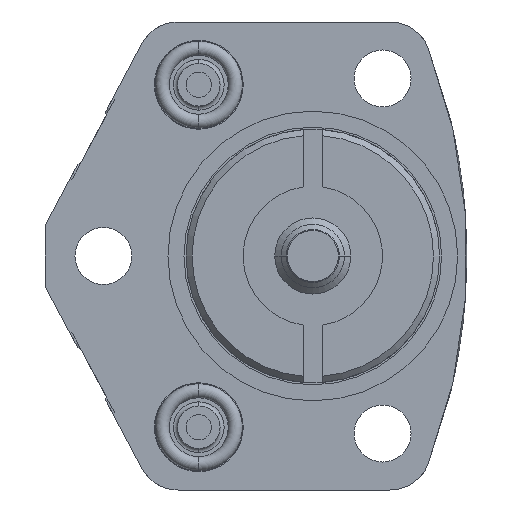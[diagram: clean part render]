
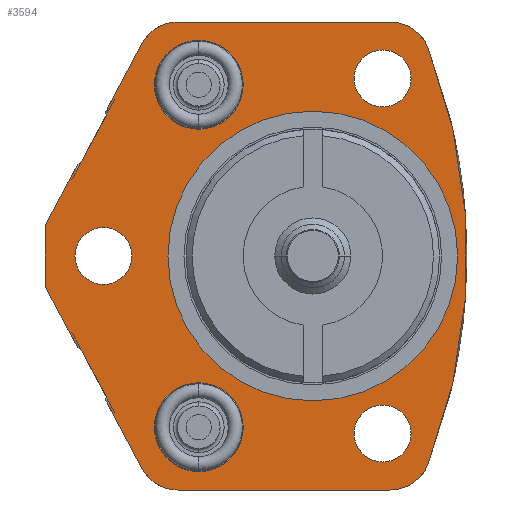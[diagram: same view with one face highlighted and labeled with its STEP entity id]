
A CAD part, front view. The second image highlights one B-rep face of the part: STEP entity #3594.
In plain terms, the highlighted planar face has unit normal (0, -1, 0).
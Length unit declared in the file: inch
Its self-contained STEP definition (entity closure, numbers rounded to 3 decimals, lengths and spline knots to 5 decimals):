
#325=CARTESIAN_POINT('',(0.,0.,0.));
#326=DIRECTION('',(0.,-1.,0.));
#327=DIRECTION('',(1.,0.,0.));
#328=AXIS2_PLACEMENT_3D('',#325,#326,#327);
#333=CARTESIAN_POINT('',(0.,0.,0.));
#334=DIRECTION('',(0.,1.,0.));
#335=DIRECTION('',(1.,0.,0.));
#336=AXIS2_PLACEMENT_3D('',#333,#334,#335);
#341=CARTESIAN_POINT('',(0.344,0.,0.875));
#342=DIRECTION('',(0.,-1.,0.));
#343=DIRECTION('',(1.,0.,0.));
#344=AXIS2_PLACEMENT_3D('',#341,#342,#343);
#349=CARTESIAN_POINT('',(0.344,0.,0.875));
#350=DIRECTION('',(0.,-1.,0.));
#351=DIRECTION('',(-1.,0.,0.));
#352=AXIS2_PLACEMENT_3D('',#349,#350,#351);
#357=CARTESIAN_POINT('',(0.344,0.,-0.875));
#358=DIRECTION('',(0.,-1.,0.));
#359=DIRECTION('',(1.,0.,0.));
#360=AXIS2_PLACEMENT_3D('',#357,#358,#359);
#365=CARTESIAN_POINT('',(0.344,0.,-0.875));
#366=DIRECTION('',(0.,-1.,0.));
#367=DIRECTION('',(-1.,0.,0.));
#368=AXIS2_PLACEMENT_3D('',#365,#366,#367);
#373=CARTESIAN_POINT('',(-1.032,0.,0.));
#374=DIRECTION('',(0.,-1.,0.));
#375=DIRECTION('',(1.,0.,0.));
#376=AXIS2_PLACEMENT_3D('',#373,#374,#375);
#381=CARTESIAN_POINT('',(-1.032,0.,0.));
#382=DIRECTION('',(0.,-1.,0.));
#383=DIRECTION('',(-1.,0.,0.));
#384=AXIS2_PLACEMENT_3D('',#381,#382,#383);
#389=DIRECTION('',(-0.469,0.,-0.883));
#390=VECTOR('',#389,0.33929);
#391=CARTESIAN_POINT('',(-1.00197,0.,0.72489));
#392=LINE('',#391,#390);
#396=DIRECTION('',(0.883,0.,-0.469));
#397=VECTOR('',#396,0.01);
#398=CARTESIAN_POINT('',(-1.0108,0.,0.72959));
#399=LINE('',#398,#397);
#403=DIRECTION('',(0.469,0.,0.883));
#404=VECTOR('',#403,0.35814);
#405=CARTESIAN_POINT('',(-1.0108,0.,0.72959));
#406=LINE('',#405,#404);
#410=DIRECTION('',(1.,0.,0.));
#411=VECTOR('',#410,1.04331);
#412=CARTESIAN_POINT('',(-0.66342,0.,1.1535));
#413=LINE('',#412,#411);
#417=CARTESIAN_POINT('',(-2.082,0.,0.));
#418=DIRECTION('',(0.,-1.,0.));
#419=DIRECTION('',(0.933,0.,-0.36));
#420=AXIS2_PLACEMENT_3D('',#417,#418,#419);
#425=DIRECTION('',(-1.,0.,0.));
#426=VECTOR('',#425,1.04331);
#427=CARTESIAN_POINT('',(0.37988,0.,-1.1535));
#428=LINE('',#427,#426);
#432=DIRECTION('',(0.469,0.,-0.883));
#433=VECTOR('',#432,0.35814);
#434=CARTESIAN_POINT('',(-1.0108,0.,-0.72959));
#435=LINE('',#434,#433);
#439=DIRECTION('',(0.883,0.,0.469));
#440=VECTOR('',#439,0.01);
#441=CARTESIAN_POINT('',(-1.0108,0.,-0.72959));
#442=LINE('',#441,#440);
#446=DIRECTION('',(0.469,0.,-0.883));
#447=VECTOR('',#446,0.33929);
#448=CARTESIAN_POINT('',(-1.16126,0.,-0.42531));
#449=LINE('',#448,#447);
#453=DIRECTION('',(0.883,0.,0.469));
#454=VECTOR('',#453,0.01);
#455=CARTESIAN_POINT('',(-1.17008,0.,-0.43001));
#456=LINE('',#455,#454);
#460=DIRECTION('',(0.469,0.,-0.883));
#461=VECTOR('',#460,0.31933);
#462=CARTESIAN_POINT('',(-1.32,0.,-0.14806));
#463=LINE('',#462,#461);
#467=DIRECTION('',(0.,0.,-1.));
#468=VECTOR('',#467,0.29612);
#469=CARTESIAN_POINT('',(-1.32,0.,0.14806));
#470=LINE('',#469,#468);
#474=DIRECTION('',(0.469,0.,0.883));
#475=VECTOR('',#474,0.31933);
#476=CARTESIAN_POINT('',(-1.32,0.,0.14806));
#477=LINE('',#476,#475);
#481=DIRECTION('',(0.883,0.,-0.469));
#482=VECTOR('',#481,0.01);
#483=CARTESIAN_POINT('',(-1.17008,0.,0.43001));
#484=LINE('',#483,#482);
#488=CARTESIAN_POINT('',(-0.562,0.,-0.844));
#489=DIRECTION('',(0.,1.,0.));
#490=DIRECTION('',(-1.,0.,0.));
#491=AXIS2_PLACEMENT_3D('',#488,#489,#490);
#496=CARTESIAN_POINT('',(-0.562,0.,-0.844));
#497=DIRECTION('',(0.,1.,0.));
#498=DIRECTION('',(1.,0.,0.));
#499=AXIS2_PLACEMENT_3D('',#496,#497,#498);
#504=CARTESIAN_POINT('',(-0.562,0.,0.844));
#505=DIRECTION('',(0.,1.,0.));
#506=DIRECTION('',(-1.,0.,0.));
#507=AXIS2_PLACEMENT_3D('',#504,#505,#506);
#512=CARTESIAN_POINT('',(-0.562,0.,0.844));
#513=DIRECTION('',(0.,1.,0.));
#514=DIRECTION('',(1.,0.,0.));
#515=AXIS2_PLACEMENT_3D('',#512,#513,#514);
#1486=CARTESIAN_POINT('',(-0.66342,0.,-0.9505));
#1487=DIRECTION('',(0.,-1.,0.));
#1488=DIRECTION('',(-0.883,0.,-0.469));
#1489=AXIS2_PLACEMENT_3D('',#1486,#1487,#1488);
#1522=CARTESIAN_POINT('',(0.37988,0.,-0.9505));
#1523=DIRECTION('',(0.,-1.,0.));
#1524=DIRECTION('',(0.,0.,-1.));
#1525=AXIS2_PLACEMENT_3D('',#1522,#1523,#1524);
#1544=CARTESIAN_POINT('',(0.37988,0.,0.9505));
#1545=DIRECTION('',(0.,-1.,0.));
#1546=DIRECTION('',(0.933,0.,0.36));
#1547=AXIS2_PLACEMENT_3D('',#1544,#1545,#1546);
#1580=CARTESIAN_POINT('',(-0.66342,0.,0.9505));
#1581=DIRECTION('',(0.,-1.,0.));
#1582=DIRECTION('',(0.,0.,1.));
#1583=AXIS2_PLACEMENT_3D('',#1580,#1581,#1582);
#2979=CARTESIAN_POINT('',(0.714,0.,0.));
#2981=VERTEX_POINT('',#2979);
#2983=CARTESIAN_POINT('',(-0.714,0.,0.));
#2985=VERTEX_POINT('',#2983);
#2986=CARTESIAN_POINT('',(-1.32,0.,0.14806));
#2987=CARTESIAN_POINT('',(-1.32,0.,-0.14806));
#2988=VERTEX_POINT('',#2986);
#2989=VERTEX_POINT('',#2987);
#2990=CARTESIAN_POINT('',(0.4845,0.,0.875));
#2991=CARTESIAN_POINT('',(0.2035,0.,0.875));
#2992=VERTEX_POINT('',#2990);
#2993=VERTEX_POINT('',#2991);
#3024=CARTESIAN_POINT('',(-1.16126,0.,-0.42531));
#3025=CARTESIAN_POINT('',(-1.00197,0.,-0.72489));
#3026=VERTEX_POINT('',#3024);
#3027=VERTEX_POINT('',#3025);
#3028=CARTESIAN_POINT('',(-1.17008,0.,-0.43001));
#3029=VERTEX_POINT('',#3028);
#3030=CARTESIAN_POINT('',(-1.0108,0.,-0.72959));
#3031=VERTEX_POINT('',#3030);
#3053=CARTESIAN_POINT('',(-1.00197,0.,0.72489));
#3054=CARTESIAN_POINT('',(-1.16126,0.,0.42531));
#3055=VERTEX_POINT('',#3053);
#3056=VERTEX_POINT('',#3054);
#3057=CARTESIAN_POINT('',(-1.0108,0.,0.72959));
#3058=VERTEX_POINT('',#3057);
#3059=CARTESIAN_POINT('',(-1.17008,0.,0.43001));
#3060=VERTEX_POINT('',#3059);
#3086=CARTESIAN_POINT('',(-0.781,0.,-0.844));
#3087=CARTESIAN_POINT('',(-0.343,0.,-0.844));
#3088=VERTEX_POINT('',#3086);
#3089=VERTEX_POINT('',#3087);
#3106=CARTESIAN_POINT('',(-0.781,0.,0.844));
#3107=CARTESIAN_POINT('',(-0.343,0.,0.844));
#3108=VERTEX_POINT('',#3106);
#3109=VERTEX_POINT('',#3107);
#3140=CARTESIAN_POINT('',(0.37988,0.,-1.1535));
#3141=CARTESIAN_POINT('',(0.56926,0.,-1.02362));
#3142=VERTEX_POINT('',#3140);
#3143=VERTEX_POINT('',#3141);
#3144=CARTESIAN_POINT('',(0.56926,0.,1.02362));
#3145=CARTESIAN_POINT('',(0.37988,0.,1.1535));
#3146=VERTEX_POINT('',#3144);
#3147=VERTEX_POINT('',#3145);
#3148=CARTESIAN_POINT('',(-0.66342,0.,1.1535));
#3149=CARTESIAN_POINT('',(-0.84266,0.,1.0458));
#3150=VERTEX_POINT('',#3148);
#3151=VERTEX_POINT('',#3149);
#3152=CARTESIAN_POINT('',(-0.84266,0.,-1.0458));
#3153=CARTESIAN_POINT('',(-0.66342,0.,-1.1535));
#3154=VERTEX_POINT('',#3152);
#3155=VERTEX_POINT('',#3153);
#3156=CARTESIAN_POINT('',(0.4845,0.,-0.875));
#3157=CARTESIAN_POINT('',(0.2035,0.,-0.875));
#3158=VERTEX_POINT('',#3156);
#3159=VERTEX_POINT('',#3157);
#3160=CARTESIAN_POINT('',(-0.8915,0.,0.));
#3161=CARTESIAN_POINT('',(-1.1725,0.,0.));
#3162=VERTEX_POINT('',#3160);
#3163=VERTEX_POINT('',#3161);
#3517=CARTESIAN_POINT('',(0.,0.,0.));
#3518=DIRECTION('',(0.,-1.,0.));
#3519=DIRECTION('',(-1.,0.,0.));
#3520=AXIS2_PLACEMENT_3D('',#3517,#3518,#3519);
#3521=PLANE('',#3520);
#3523=ORIENTED_EDGE('',*,*,#3522,.F.);
#3525=ORIENTED_EDGE('',*,*,#3524,.F.);
#3527=ORIENTED_EDGE('',*,*,#3526,.T.);
#3529=ORIENTED_EDGE('',*,*,#3528,.F.);
#3531=ORIENTED_EDGE('',*,*,#3530,.T.);
#3533=ORIENTED_EDGE('',*,*,#3532,.F.);
#3535=ORIENTED_EDGE('',*,*,#3534,.F.);
#3537=ORIENTED_EDGE('',*,*,#3536,.F.);
#3539=ORIENTED_EDGE('',*,*,#3538,.T.);
#3541=ORIENTED_EDGE('',*,*,#3540,.F.);
#3543=ORIENTED_EDGE('',*,*,#3542,.F.);
#3545=ORIENTED_EDGE('',*,*,#3544,.T.);
#3547=ORIENTED_EDGE('',*,*,#3546,.F.);
#3549=ORIENTED_EDGE('',*,*,#3548,.F.);
#3551=ORIENTED_EDGE('',*,*,#3550,.F.);
#3553=ORIENTED_EDGE('',*,*,#3552,.F.);
#3555=ORIENTED_EDGE('',*,*,#3554,.T.);
#3557=ORIENTED_EDGE('',*,*,#3556,.T.);
#3558=EDGE_LOOP('',(#3523,#3525,#3527,#3529,#3531,#3533,#3535,#3537,#3539,#3541,
#3543,#3545,#3547,#3549,#3551,#3553,#3555,#3557));
#3559=FACE_OUTER_BOUND('',#3558,.F.);
#3561=ORIENTED_EDGE('',*,*,#3560,.T.);
#3563=ORIENTED_EDGE('',*,*,#3562,.F.);
#3564=EDGE_LOOP('',(#3561,#3563));
#3565=FACE_BOUND('',#3564,.F.);
#3567=ORIENTED_EDGE('',*,*,#3566,.T.);
#3569=ORIENTED_EDGE('',*,*,#3568,.T.);
#3570=EDGE_LOOP('',(#3567,#3569));
#3571=FACE_BOUND('',#3570,.F.);
#3572=ORIENTED_EDGE('',*,*,#3497,.T.);
#3573=ORIENTED_EDGE('',*,*,#3511,.T.);
#3574=EDGE_LOOP('',(#3572,#3573));
#3575=FACE_BOUND('',#3574,.F.);
#3577=ORIENTED_EDGE('',*,*,#3576,.T.);
#3579=ORIENTED_EDGE('',*,*,#3578,.T.);
#3580=EDGE_LOOP('',(#3577,#3579));
#3581=FACE_BOUND('',#3580,.F.);
#3583=ORIENTED_EDGE('',*,*,#3582,.F.);
#3585=ORIENTED_EDGE('',*,*,#3584,.F.);
#3586=EDGE_LOOP('',(#3583,#3585));
#3587=FACE_BOUND('',#3586,.F.);
#3589=ORIENTED_EDGE('',*,*,#3588,.F.);
#3591=ORIENTED_EDGE('',*,*,#3590,.F.);
#3592=EDGE_LOOP('',(#3589,#3591));
#3593=FACE_BOUND('',#3592,.F.);
#3594=ADVANCED_FACE('',(#3559,#3565,#3571,#3575,#3581,#3587,#3593),#3521,.T.);
#329=CIRCLE('',#328,0.714);
#337=CIRCLE('',#336,0.714);
#345=CIRCLE('',#344,0.1405);
#353=CIRCLE('',#352,0.1405);
#361=CIRCLE('',#360,0.1405);
#369=CIRCLE('',#368,0.1405);
#377=CIRCLE('',#376,0.1405);
#385=CIRCLE('',#384,0.1405);
#421=CIRCLE('',#420,2.842);
#492=CIRCLE('',#491,0.219);
#500=CIRCLE('',#499,0.219);
#508=CIRCLE('',#507,0.219);
#516=CIRCLE('',#515,0.219);
#1490=CIRCLE('',#1489,0.203);
#1526=CIRCLE('',#1525,0.203);
#1548=CIRCLE('',#1547,0.203);
#1584=CIRCLE('',#1583,0.203);
#3497=EDGE_CURVE('',#3158,#3159,#361,.T.);
#3511=EDGE_CURVE('',#3159,#3158,#369,.T.);
#3522=EDGE_CURVE('',#3055,#3056,#392,.T.);
#3524=EDGE_CURVE('',#3058,#3055,#399,.T.);
#3526=EDGE_CURVE('',#3058,#3151,#406,.T.);
#3528=EDGE_CURVE('',#3150,#3151,#1584,.T.);
#3530=EDGE_CURVE('',#3150,#3147,#413,.T.);
#3532=EDGE_CURVE('',#3146,#3147,#1548,.T.);
#3534=EDGE_CURVE('',#3143,#3146,#421,.T.);
#3536=EDGE_CURVE('',#3142,#3143,#1526,.T.);
#3538=EDGE_CURVE('',#3142,#3155,#428,.T.);
#3540=EDGE_CURVE('',#3154,#3155,#1490,.T.);
#3542=EDGE_CURVE('',#3031,#3154,#435,.T.);
#3544=EDGE_CURVE('',#3031,#3027,#442,.T.);
#3546=EDGE_CURVE('',#3026,#3027,#449,.T.);
#3548=EDGE_CURVE('',#3029,#3026,#456,.T.);
#3550=EDGE_CURVE('',#2989,#3029,#463,.T.);
#3552=EDGE_CURVE('',#2988,#2989,#470,.T.);
#3554=EDGE_CURVE('',#2988,#3060,#477,.T.);
#3556=EDGE_CURVE('',#3060,#3056,#484,.T.);
#3560=EDGE_CURVE('',#2981,#2985,#329,.T.);
#3562=EDGE_CURVE('',#2981,#2985,#337,.T.);
#3566=EDGE_CURVE('',#2992,#2993,#345,.T.);
#3568=EDGE_CURVE('',#2993,#2992,#353,.T.);
#3576=EDGE_CURVE('',#3162,#3163,#377,.T.);
#3578=EDGE_CURVE('',#3163,#3162,#385,.T.);
#3582=EDGE_CURVE('',#3088,#3089,#492,.T.);
#3584=EDGE_CURVE('',#3089,#3088,#500,.T.);
#3588=EDGE_CURVE('',#3108,#3109,#508,.T.);
#3590=EDGE_CURVE('',#3109,#3108,#516,.T.);
